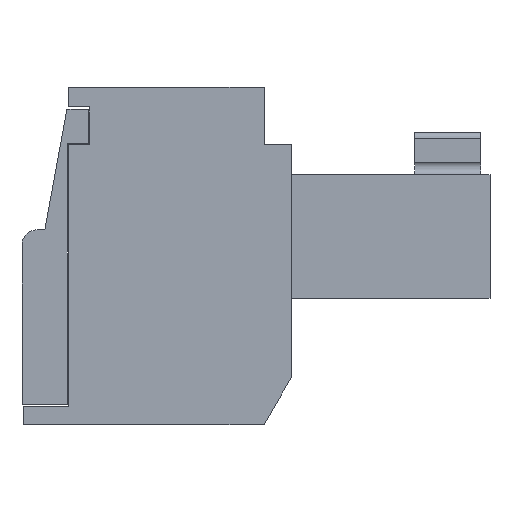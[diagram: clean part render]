
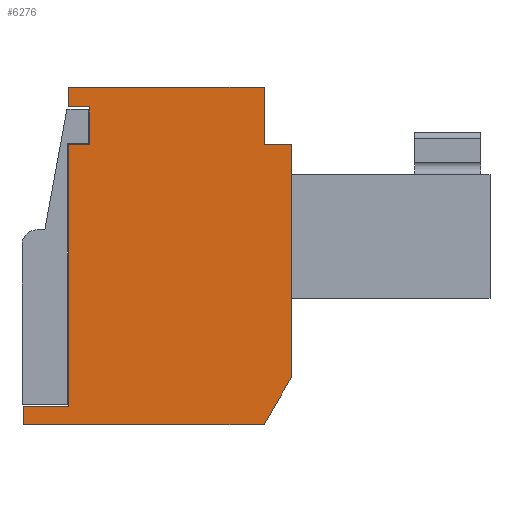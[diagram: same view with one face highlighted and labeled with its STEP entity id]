
A CAD part, front view. The second image highlights one B-rep face of the part: STEP entity #6276.
In plain terms, the highlighted planar face has unit normal (0, -1, 0).
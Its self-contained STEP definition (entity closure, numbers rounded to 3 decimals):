
#213=ORIENTED_EDGE('',*,*,#2041,.F.);
#214=ORIENTED_EDGE('',*,*,#2042,.F.);
#215=ORIENTED_EDGE('',*,*,#2043,.F.);
#216=ORIENTED_EDGE('',*,*,#2044,.F.);
#217=ORIENTED_EDGE('',*,*,#2045,.F.);
#218=ORIENTED_EDGE('',*,*,#2046,.F.);
#219=ORIENTED_EDGE('',*,*,#2047,.F.);
#220=ORIENTED_EDGE('',*,*,#2048,.F.);
#221=ORIENTED_EDGE('',*,*,#2049,.F.);
#222=ORIENTED_EDGE('',*,*,#2050,.F.);
#223=ORIENTED_EDGE('',*,*,#2051,.F.);
#224=ORIENTED_EDGE('',*,*,#2052,.F.);
#225=ORIENTED_EDGE('',*,*,#2053,.F.);
#2041=EDGE_CURVE('',#2955,#2956,#3566,.T.);
#2042=EDGE_CURVE('',#2957,#2955,#3567,.T.);
#2043=EDGE_CURVE('',#2958,#2957,#3568,.T.);
#2044=EDGE_CURVE('',#2959,#2958,#3569,.T.);
#2045=EDGE_CURVE('',#2960,#2959,#3570,.T.);
#2046=EDGE_CURVE('',#2961,#2960,#3571,.T.);
#2047=EDGE_CURVE('',#2962,#2961,#3572,.T.);
#2048=EDGE_CURVE('',#2963,#2962,#3573,.T.);
#2049=EDGE_CURVE('',#2964,#2963,#3574,.T.);
#2050=EDGE_CURVE('',#2965,#2964,#3575,.T.);
#2051=EDGE_CURVE('',#2966,#2965,#3576,.T.);
#2052=EDGE_CURVE('',#2967,#2966,#3577,.T.);
#2053=EDGE_CURVE('',#2956,#2967,#3578,.T.);
#2955=VERTEX_POINT('',#8868);
#2956=VERTEX_POINT('',#8869);
#2957=VERTEX_POINT('',#8871);
#2958=VERTEX_POINT('',#8873);
#2959=VERTEX_POINT('',#8875);
#2960=VERTEX_POINT('',#8877);
#2961=VERTEX_POINT('',#8879);
#2962=VERTEX_POINT('',#8881);
#2963=VERTEX_POINT('',#8883);
#2964=VERTEX_POINT('',#8885);
#2965=VERTEX_POINT('',#8887);
#2966=VERTEX_POINT('',#8889);
#2967=VERTEX_POINT('',#8891);
#3566=LINE('',#8867,#4366);
#3567=LINE('',#8870,#4367);
#3568=LINE('',#8872,#4368);
#3569=LINE('',#8874,#4369);
#3570=LINE('',#8876,#4370);
#3571=LINE('',#8878,#4371);
#3572=LINE('',#8880,#4372);
#3573=LINE('',#8882,#4373);
#3574=LINE('',#8884,#4374);
#3575=LINE('',#8886,#4375);
#3576=LINE('',#8888,#4376);
#3577=LINE('',#8890,#4377);
#3578=LINE('',#8892,#4378);
#4366=VECTOR('',#7152,1000.);
#4367=VECTOR('',#7153,1000.);
#4368=VECTOR('',#7154,1000.);
#4369=VECTOR('',#7155,1000.);
#4370=VECTOR('',#7156,1000.);
#4371=VECTOR('',#7157,1000.);
#4372=VECTOR('',#7158,1000.);
#4373=VECTOR('',#7159,1000.);
#4374=VECTOR('',#7160,1000.);
#4375=VECTOR('',#7161,1000.);
#4376=VECTOR('',#7162,1000.);
#4377=VECTOR('',#7163,1000.);
#4378=VECTOR('',#7164,1000.);
#5147=EDGE_LOOP('',(#213,#214,#215,#216,#217,#218,#219,#220,#221,#222,#223,
#224,#225));
#5565=FACE_BOUND('',#5147,.T.);
#5983=PLANE('',#6676);
#6276=ADVANCED_FACE('',(#5565),#5983,.F.);
#6676=AXIS2_PLACEMENT_3D('',#8866,#7150,#7151);
#7150=DIRECTION('',(0.,1.,0.));
#7151=DIRECTION('',(0.,0.,1.));
#7152=DIRECTION('',(0.,0.,-1.));
#7153=DIRECTION('',(1.,0.,0.));
#7154=DIRECTION('',(0.,0.,-1.));
#7155=DIRECTION('',(1.,0.,0.));
#7156=DIRECTION('',(0.,0.,1.));
#7157=DIRECTION('',(-1.,0.,0.));
#7158=DIRECTION('',(0.,0.,1.));
#7159=DIRECTION('',(1.,0.,0.));
#7160=DIRECTION('',(0.,0.,1.));
#7161=DIRECTION('',(1.,0.,0.));
#7162=DIRECTION('',(0.,0.,1.));
#7163=DIRECTION('',(-1.,0.,0.));
#7164=DIRECTION('',(-0.5,0.,-0.866));
#8866=CARTESIAN_POINT('',(3.5,-2.305,-6.4));
#8867=CARTESIAN_POINT('',(3.5,-2.305,2.9));
#8868=CARTESIAN_POINT('',(3.5,-2.305,2.9));
#8869=CARTESIAN_POINT('',(3.5,-2.305,-4.84));
#8870=CARTESIAN_POINT('',(2.6,-2.305,2.9));
#8871=CARTESIAN_POINT('',(2.6,-2.305,2.9));
#8872=CARTESIAN_POINT('',(2.6,-2.305,4.8));
#8873=CARTESIAN_POINT('',(2.6,-2.305,4.8));
#8874=CARTESIAN_POINT('',(-3.9,-2.305,4.8));
#8875=CARTESIAN_POINT('',(-3.9,-2.305,4.8));
#8876=CARTESIAN_POINT('',(-3.9,-2.305,4.15));
#8877=CARTESIAN_POINT('',(-3.9,-2.305,4.15));
#8878=CARTESIAN_POINT('',(-3.2,-2.305,4.15));
#8879=CARTESIAN_POINT('',(-3.2,-2.305,4.15));
#8880=CARTESIAN_POINT('',(-3.2,-2.305,2.9));
#8881=CARTESIAN_POINT('',(-3.2,-2.305,2.9));
#8882=CARTESIAN_POINT('',(-3.9,-2.305,2.9));
#8883=CARTESIAN_POINT('',(-3.9,-2.305,2.9));
#8884=CARTESIAN_POINT('',(-3.9,-2.305,-5.8));
#8885=CARTESIAN_POINT('',(-3.9,-2.305,-5.8));
#8886=CARTESIAN_POINT('',(-5.4,-2.305,-5.8));
#8887=CARTESIAN_POINT('',(-5.4,-2.305,-5.8));
#8888=CARTESIAN_POINT('',(-5.4,-2.305,-6.4));
#8889=CARTESIAN_POINT('',(-5.4,-2.305,-6.4));
#8890=CARTESIAN_POINT('',(2.6,-2.305,-6.4));
#8891=CARTESIAN_POINT('',(2.6,-2.305,-6.4));
#8892=CARTESIAN_POINT('',(3.5,-2.305,-4.84));
